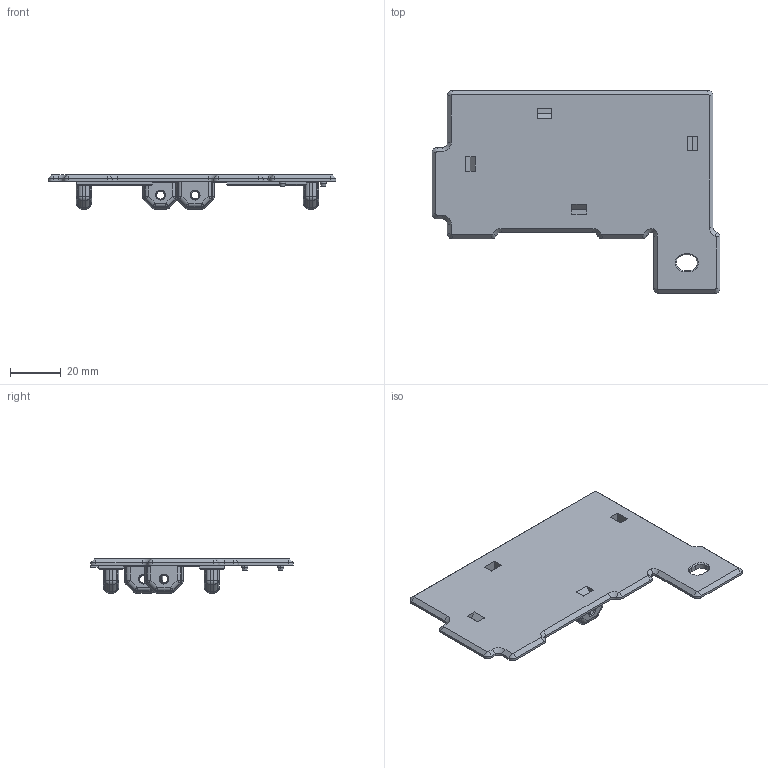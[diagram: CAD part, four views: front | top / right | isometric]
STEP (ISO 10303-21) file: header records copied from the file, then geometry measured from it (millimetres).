
FILE_DESCRIPTION (( 'STEP AP214' ), '1' );
FILE_NAME ('PSU Cover-Base v1.1 (MK3).STEP', '2018-03-24T12:22:26', ( '' ), ( '' ), 'SwSTEP 2.0', 'SolidWorks 2018', '' );
FILE_SCHEMA (( 'AUTOMOTIVE_DESIGN' ));
Length unit declared in the file: millimetre
Products named in the file (1): PSU Cover-Base v1.1 (MK3)
Bounding box: 113 x 79.65 x 13.4 mm (x, y, z)
Volume: 20584.8 mm3; surface area: 16209.5 mm2
Topology: 1 solids, 1 shells, 490 faces, 1150 edges, 646 vertices
Faces by surface type: plane 187, cylinder 178, sphere 64, cone 61
Entity records: 13622 total; most frequent: DIRECTION 2534, CARTESIAN_POINT 2273, ORIENTED_EDGE 2252, EDGE_CURVE 1126, AXIS2_PLACEMENT_3D 919, VECTOR 696, LINE 696, VERTEX_POINT 646
